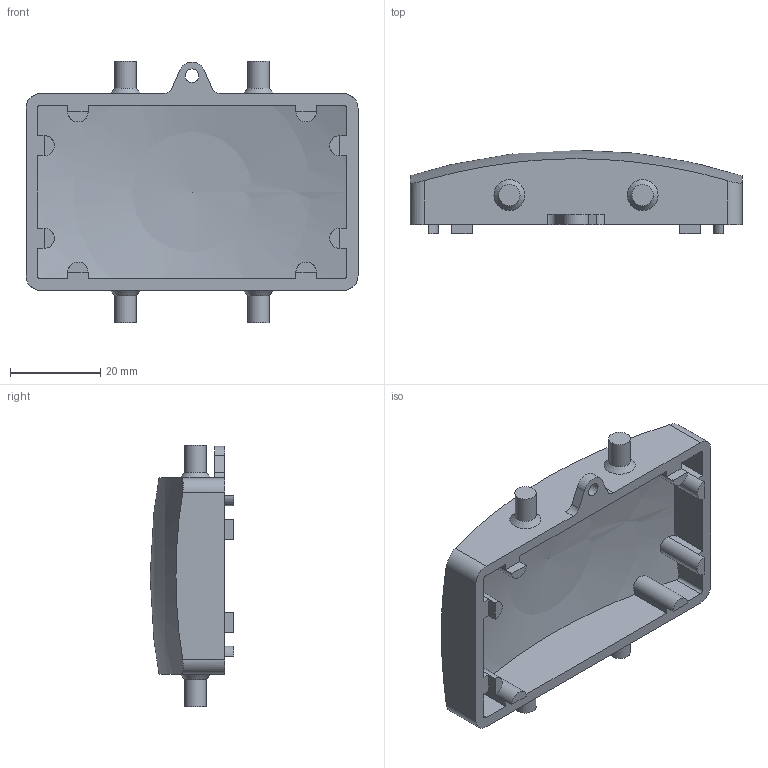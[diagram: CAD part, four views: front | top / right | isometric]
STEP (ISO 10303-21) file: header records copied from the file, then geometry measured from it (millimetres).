
FILE_DESCRIPTION (( 'STEP AP214' ), '1' );
FILE_NAME ('ZP-MC10B-2-DCVPM.STEP', '2012-05-22T18:00:52', ( '.adc' ), ( '' ), 'SwSTEP 2.0', 'SolidWorks 2011', '' );
FILE_SCHEMA (( 'AUTOMOTIVE_DESIGN' ));
Length unit declared in the file: millimetre
Products named in the file (1): ZP-MC10B-2-DCVPM
Bounding box: 73.5 x 18.5 x 58 mm (x, y, z)
Volume: 15300.9 mm3; surface area: 12441.6 mm2
Topology: 1 solids, 1 shells, 86 faces, 224 edges, 143 vertices
Faces by surface type: plane 56, cylinder 24, cone 4, sphere 2
Full cylindrical faces by diameter (mm): 3 x1, 4.752 x4
Entity records: 3803 total; most frequent: CARTESIAN_POINT 771, DIRECTION 434, ORIENTED_EDGE 416, EDGE_CURVE 208, AXIS2_PLACEMENT_3D 155, VERTEX_POINT 138, LINE 124, VECTOR 124
